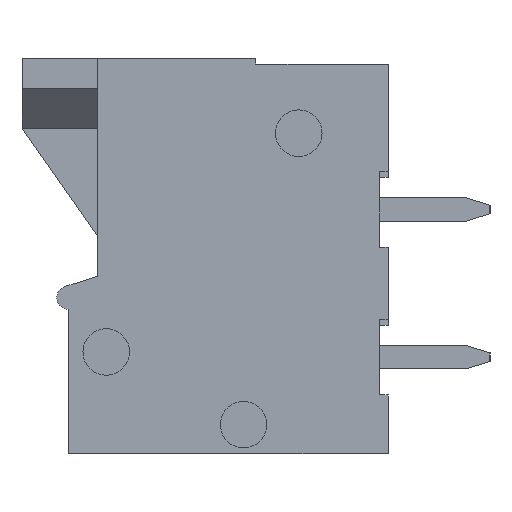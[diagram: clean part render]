
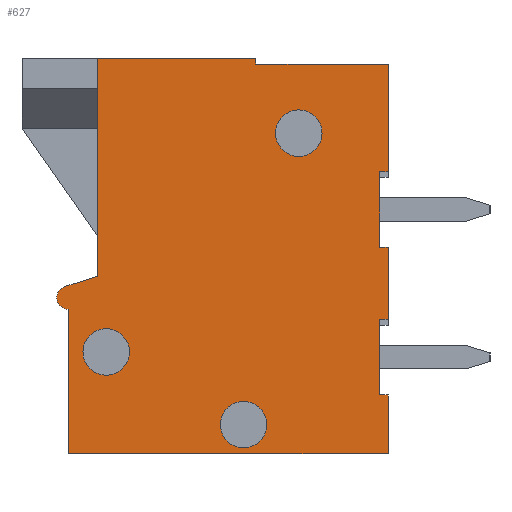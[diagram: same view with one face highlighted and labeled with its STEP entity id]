
A CAD part, left-side view. The second image highlights one B-rep face of the part: STEP entity #627.
In plain terms, the highlighted planar face has unit normal (-1, 0, 0).
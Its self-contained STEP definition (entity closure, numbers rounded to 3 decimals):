
#627 = ADVANCED_FACE( '', ( #1295, #1296, #1297, #1298 ), #1299, .F. );
#1295 = FACE_BOUND( '', #2057, .T. );
#1296 = FACE_OUTER_BOUND( '', #2058, .T. );
#1297 = FACE_BOUND( '', #2059, .T. );
#1298 = FACE_BOUND( '', #2060, .T. );
#1299 = PLANE( '', #2061 );
#2057 = EDGE_LOOP( '', ( #3454 ) );
#2058 = EDGE_LOOP( '', ( #3455, #3456, #3457, #3458, #3459, #3460, #3461, #3462, #3463, #3464, #3465, #3466, #3467, #3468, #3469, #3470, #3471 ) );
#2059 = EDGE_LOOP( '', ( #3472 ) );
#2060 = EDGE_LOOP( '', ( #3473 ) );
#2061 = AXIS2_PLACEMENT_3D( '', #3474, #3475, #3476 );
#3454 = ORIENTED_EDGE( '', *, *, #5218, .T. );
#3455 = ORIENTED_EDGE( '', *, *, #5219, .F. );
#3456 = ORIENTED_EDGE( '', *, *, #5220, .T. );
#3457 = ORIENTED_EDGE( '', *, *, #5221, .F. );
#3458 = ORIENTED_EDGE( '', *, *, #5010, .F. );
#3459 = ORIENTED_EDGE( '', *, *, #5087, .F. );
#3460 = ORIENTED_EDGE( '', *, *, #4778, .T. );
#3461 = ORIENTED_EDGE( '', *, *, #5145, .F. );
#3462 = ORIENTED_EDGE( '', *, *, #5222, .F. );
#3463 = ORIENTED_EDGE( '', *, *, #5223, .F. );
#3464 = ORIENTED_EDGE( '', *, *, #5224, .F. );
#3465 = ORIENTED_EDGE( '', *, *, #5225, .F. );
#3466 = ORIENTED_EDGE( '', *, *, #5226, .F. );
#3467 = ORIENTED_EDGE( '', *, *, #5227, .F. );
#3468 = ORIENTED_EDGE( '', *, *, #5228, .F. );
#3469 = ORIENTED_EDGE( '', *, *, #5229, .F. );
#3470 = ORIENTED_EDGE( '', *, *, #4804, .F. );
#3471 = ORIENTED_EDGE( '', *, *, #5230, .F. );
#3472 = ORIENTED_EDGE( '', *, *, #5231, .T. );
#3473 = ORIENTED_EDGE( '', *, *, #5232, .T. );
#3474 = CARTESIAN_POINT( '', ( -1.27, 5.5, -1.332 ) );
#3475 = DIRECTION( '', ( 1., 0., 0. ) );
#3476 = DIRECTION( '', ( 0., 0., -1. ) );
#4778 = EDGE_CURVE( '', #5735, #5733, #5736, .T. );
#4804 = EDGE_CURVE( '', #5783, #5785, #5786, .T. );
#5010 = EDGE_CURVE( '', #6135, #6130, #6137, .T. );
#5087 = EDGE_CURVE( '', #5735, #6135, #6256, .T. );
#5145 = EDGE_CURVE( '', #6333, #5733, #6334, .T. );
#5218 = EDGE_CURVE( '', #6439, #6439, #6440, .T. );
#5219 = EDGE_CURVE( '', #6441, #6442, #6443, .T. );
#5220 = EDGE_CURVE( '', #6441, #6444, #6445, .T. );
#5221 = EDGE_CURVE( '', #6130, #6444, #6446, .T. );
#5222 = EDGE_CURVE( '', #6447, #6333, #6448, .T. );
#5223 = EDGE_CURVE( '', #6449, #6447, #6450, .T. );
#5224 = EDGE_CURVE( '', #6451, #6449, #6452, .T. );
#5225 = EDGE_CURVE( '', #6453, #6451, #6454, .T. );
#5226 = EDGE_CURVE( '', #6455, #6453, #6456, .T. );
#5227 = EDGE_CURVE( '', #6457, #6455, #6458, .T. );
#5228 = EDGE_CURVE( '', #6459, #6457, #6460, .T. );
#5229 = EDGE_CURVE( '', #5785, #6459, #6461, .T. );
#5230 = EDGE_CURVE( '', #6442, #5783, #6462, .T. );
#5231 = EDGE_CURVE( '', #6463, #6463, #6464, .T. );
#5232 = EDGE_CURVE( '', #6465, #6465, #6466, .T. );
#5733 = VERTEX_POINT( '', #7106 );
#5735 = VERTEX_POINT( '', #7109 );
#5736 = LINE( '', #7110, #7111 );
#5783 = VERTEX_POINT( '', #7176 );
#5785 = VERTEX_POINT( '', #7179 );
#5786 = LINE( '', #7180, #7181 );
#6130 = VERTEX_POINT( '', #7682 );
#6135 = VERTEX_POINT( '', #7689 );
#6137 = LINE( '', #7692, #7693 );
#6256 = LINE( '', #7877, #7878 );
#6333 = VERTEX_POINT( '', #7990 );
#6334 = LINE( '', #7991, #7992 );
#6439 = VERTEX_POINT( '', #8142 );
#6440 = CIRCLE( '', #8143, 0.8 );
#6441 = VERTEX_POINT( '', #8144 );
#6442 = VERTEX_POINT( '', #8145 );
#6443 = LINE( '', #8146, #8147 );
#6444 = VERTEX_POINT( '', #8148 );
#6445 = LINE( '', #8149, #8150 );
#6446 = LINE( '', #8151, #8152 );
#6447 = VERTEX_POINT( '', #8153 );
#6448 = LINE( '', #8154, #8155 );
#6449 = VERTEX_POINT( '', #8156 );
#6450 = LINE( '', #8157, #8158 );
#6451 = VERTEX_POINT( '', #8159 );
#6452 = LINE( '', #8160, #8161 );
#6453 = VERTEX_POINT( '', #8162 );
#6454 = LINE( '', #8163, #8164 );
#6455 = VERTEX_POINT( '', #8165 );
#6456 = LINE( '', #8166, #8167 );
#6457 = VERTEX_POINT( '', #8168 );
#6458 = CIRCLE( '', #8169, 0.4 );
#6459 = VERTEX_POINT( '', #8170 );
#6460 = LINE( '', #8171, #8172 );
#6461 = LINE( '', #8173, #8174 );
#6462 = LINE( '', #8175, #8176 );
#6463 = VERTEX_POINT( '', #8177 );
#6464 = CIRCLE( '', #8178, 0.8 );
#6465 = VERTEX_POINT( '', #8179 );
#6466 = CIRCLE( '', #8180, 0.8 );
#7106 = CARTESIAN_POINT( '', ( -1.27, -5.5, 3. ) );
#7109 = CARTESIAN_POINT( '', ( -1.27, -5.2, 3. ) );
#7110 = CARTESIAN_POINT( '', ( -1.27, -5.2, 3. ) );
#7111 = VECTOR( '', #8808, 1000. );
#7176 = CARTESIAN_POINT( '', ( -1.27, -5.5, -4.68 ) );
#7179 = CARTESIAN_POINT( '', ( -1.27, -5.5, -6.7 ) );
#7180 = CARTESIAN_POINT( '', ( -1.27, -5.5, 6.7 ) );
#7181 = VECTOR( '', #8840, 1000. );
#7682 = CARTESIAN_POINT( '', ( -1.27, -5.5, 0.4 ) );
#7689 = CARTESIAN_POINT( '', ( -1.27, -5.2, 0.4 ) );
#7692 = CARTESIAN_POINT( '', ( -1.27, -5.2, 0.4 ) );
#7693 = VECTOR( '', #9054, 1000. );
#7877 = CARTESIAN_POINT( '', ( -1.27, -5.2, 3. ) );
#7878 = VECTOR( '', #9121, 1000. );
#7990 = CARTESIAN_POINT( '', ( -1.27, -5.5, 6.7 ) );
#7991 = CARTESIAN_POINT( '', ( -1.27, -5.5, 6.7 ) );
#7992 = VECTOR( '', #9178, 1000. );
#8142 = CARTESIAN_POINT( '', ( -1.27, 3.4, -3.2 ) );
#8143 = AXIS2_PLACEMENT_3D( '', #9245, #9246, #9247 );
#8144 = CARTESIAN_POINT( '', ( -1.27, -5.2, -2.08 ) );
#8145 = CARTESIAN_POINT( '', ( -1.27, -5.2, -4.68 ) );
#8146 = CARTESIAN_POINT( '', ( -1.27, -5.2, -2.08 ) );
#8147 = VECTOR( '', #9248, 1000. );
#8148 = CARTESIAN_POINT( '', ( -1.27, -5.5, -2.08 ) );
#8149 = CARTESIAN_POINT( '', ( -1.27, -5.2, -2.08 ) );
#8150 = VECTOR( '', #9249, 1000. );
#8151 = CARTESIAN_POINT( '', ( -1.27, -5.5, 6.7 ) );
#8152 = VECTOR( '', #9250, 1000. );
#8153 = CARTESIAN_POINT( '', ( -1.27, -0.95, 6.7 ) );
#8154 = CARTESIAN_POINT( '', ( -1.27, -5.5, 6.7 ) );
#8155 = VECTOR( '', #9251, 1000. );
#8156 = CARTESIAN_POINT( '', ( -1.27, -0.95, 6.9 ) );
#8157 = CARTESIAN_POINT( '', ( -1.27, -0.95, 6.7 ) );
#8158 = VECTOR( '', #9252, 1000. );
#8159 = CARTESIAN_POINT( '', ( -1.27, 4.5, 6.9 ) );
#8160 = CARTESIAN_POINT( '', ( -1.27, 4.5, 6.9 ) );
#8161 = VECTOR( '', #9253, 1000. );
#8162 = CARTESIAN_POINT( '', ( -1.27, 4.5, -0.6 ) );
#8163 = CARTESIAN_POINT( '', ( -1.27, 4.5, -0.6 ) );
#8164 = VECTOR( '', #9254, 1000. );
#8165 = CARTESIAN_POINT( '', ( -1.27, 5.619, -0.95 ) );
#8166 = CARTESIAN_POINT( '', ( -1.27, 5.619, -0.95 ) );
#8167 = VECTOR( '', #9255, 1000. );
#8168 = CARTESIAN_POINT( '', ( -1.27, 5.5, -1.732 ) );
#8169 = AXIS2_PLACEMENT_3D( '', #9256, #9257, #9258 );
#8170 = CARTESIAN_POINT( '', ( -1.27, 5.5, -6.7 ) );
#8171 = CARTESIAN_POINT( '', ( -1.27, 5.5, -6.7 ) );
#8172 = VECTOR( '', #9259, 1000. );
#8173 = CARTESIAN_POINT( '', ( -1.27, -5.5, -6.7 ) );
#8174 = VECTOR( '', #9260, 1000. );
#8175 = CARTESIAN_POINT( '', ( -1.27, -5.2, -4.68 ) );
#8176 = VECTOR( '', #9261, 1000. );
#8177 = CARTESIAN_POINT( '', ( -1.27, -3.225, 4.325 ) );
#8178 = AXIS2_PLACEMENT_3D( '', #9262, #9263, #9264 );
#8179 = CARTESIAN_POINT( '', ( -1.27, -1.325, -5.7 ) );
#8180 = AXIS2_PLACEMENT_3D( '', #9265, #9266, #9267 );
#8808 = DIRECTION( '', ( 0., -1., 0. ) );
#8840 = DIRECTION( '', ( 0., 0., -1. ) );
#9054 = DIRECTION( '', ( 0., -1., 0. ) );
#9121 = DIRECTION( '', ( 0., 0., -1. ) );
#9178 = DIRECTION( '', ( 0., 0., -1. ) );
#9245 = CARTESIAN_POINT( '', ( -1.27, 4.2, -3.2 ) );
#9246 = DIRECTION( '', ( 1., 0., 0. ) );
#9247 = DIRECTION( '', ( 0., -1., 0. ) );
#9248 = DIRECTION( '', ( 0., 0., -1. ) );
#9249 = DIRECTION( '', ( 0., -1., 0. ) );
#9250 = DIRECTION( '', ( 0., 0., -1. ) );
#9251 = DIRECTION( '', ( 0., -1., 0. ) );
#9252 = DIRECTION( '', ( 0., 0., -1. ) );
#9253 = DIRECTION( '', ( 0., -1., 0. ) );
#9254 = DIRECTION( '', ( 0., 0., 1. ) );
#9255 = DIRECTION( '', ( 0., -0.954, 0.298 ) );
#9256 = CARTESIAN_POINT( '', ( -1.27, 5.5, -1.332 ) );
#9257 = DIRECTION( '', ( 1., 0., 0. ) );
#9258 = DIRECTION( '', ( 0., -1., 0. ) );
#9259 = DIRECTION( '', ( 0., 0., 1. ) );
#9260 = DIRECTION( '', ( 0., 1., 0. ) );
#9261 = DIRECTION( '', ( 0., -1., 0. ) );
#9262 = CARTESIAN_POINT( '', ( -1.27, -2.425, 4.325 ) );
#9263 = DIRECTION( '', ( 1., 0., 0. ) );
#9264 = DIRECTION( '', ( 0., -1., 0. ) );
#9265 = CARTESIAN_POINT( '', ( -1.27, -0.525, -5.7 ) );
#9266 = DIRECTION( '', ( 1., 0., 0. ) );
#9267 = DIRECTION( '', ( 0., -1., 0. ) );
